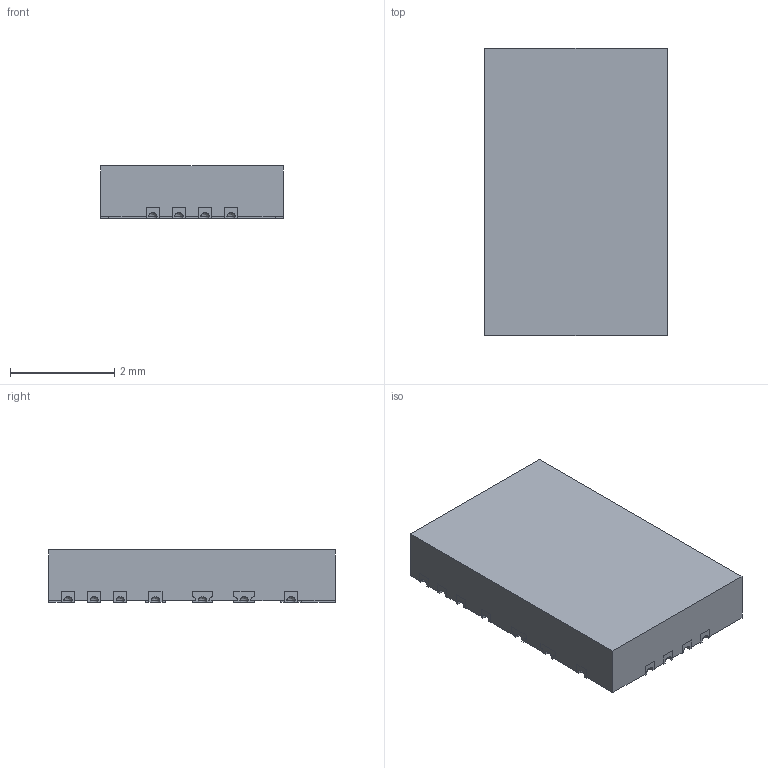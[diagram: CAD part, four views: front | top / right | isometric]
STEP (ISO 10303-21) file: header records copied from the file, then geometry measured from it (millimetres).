
FILE_DESCRIPTION((''),'2;1');
FILE_NAME('RXZ0016A_ASM','2020-11-05T09:22:45',('a0412086'),(''),'CREO PARAMETRIC BY PTC INC, 2018500','CREO PARAMETRIC BY PTC INC, 2018500','');
FILE_SCHEMA(('CONFIG_CONTROL_DESIGN','SHAPE_APPEARANCE_LAYERS_GROUPS'));
Length unit declared in the file: millimetre
Products named in the file (3): FRAME; MOLD; RXZ0016A_ASM
Assembly tree (2 placements, depth 2):
  RXZ0016A_ASM
    FRAME
    MOLD
Bounding box: 3.5 x 5.5 x 1 mm (x, y, z)
Volume: 18.9 mm3; surface area: 87.1 mm2
Topology: 17 solids, 17 shells, 442 faces, 1180 edges, 772 vertices
Faces by surface type: plane 328, cylinder 92, bspline 22
Entity records: 18032 total; most frequent: CARTESIAN_POINT 2993, ORIENTED_EDGE 2360, DIRECTION 2236, PRESENTATION_STYLE_ASSIGNMENT 1219, STYLED_ITEM 1197, CURVE_STYLE 1180, EDGE_CURVE 1180, VECTOR 974
